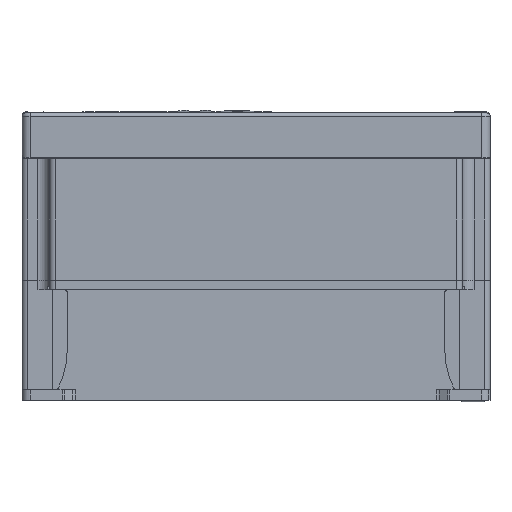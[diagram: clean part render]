
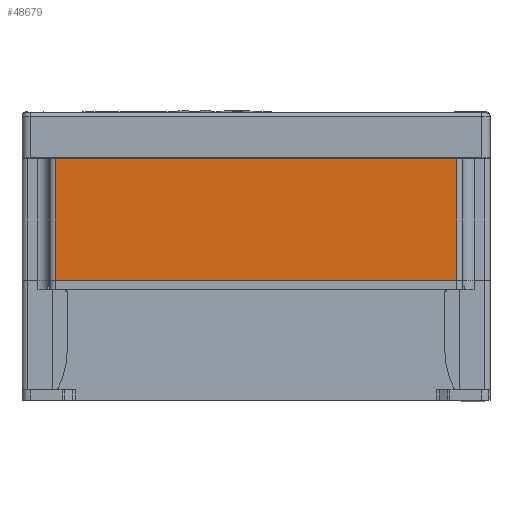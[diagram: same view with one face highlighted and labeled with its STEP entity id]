
A CAD part, left-side view. The second image highlights one B-rep face of the part: STEP entity #48679.
In plain terms, the highlighted planar face has unit normal (-1, 0, 0).
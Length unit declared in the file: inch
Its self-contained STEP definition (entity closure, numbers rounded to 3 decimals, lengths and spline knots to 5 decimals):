
#2270 = DIRECTION ( 'NONE',  ( 0., 1., 0. ) ) ;
#2458 = CARTESIAN_POINT ( 'NONE',  ( -2.955, 5.12, 0.29 ) ) ;
#3306 = VERTEX_POINT ( 'NONE', #26988 ) ;
#5967 = VECTOR ( 'NONE', #2270, 39.37008 ) ;
#6206 = EDGE_CURVE ( 'NONE', #3306, #44406, #37195, .T. ) ;
#6519 = VECTOR ( 'NONE', #38691, 39.37008 ) ;
#8153 = PLANE ( 'NONE',  #34709 ) ;
#12120 = DIRECTION ( 'NONE',  ( 0., 0., -1. ) ) ;
#12755 = VERTEX_POINT ( 'NONE', #16921 ) ;
#13069 = VECTOR ( 'NONE', #28927, 39.37008 ) ;
#14187 = EDGE_CURVE ( 'NONE', #12755, #43929, #34299, .T. ) ;
#14355 = CARTESIAN_POINT ( 'NONE',  ( -2.955, 4.395, 0.29 ) ) ;
#14656 = DIRECTION ( 'NONE',  ( 0., -1., 0. ) ) ;
#15737 = CARTESIAN_POINT ( 'NONE',  ( -2.955, 5.12, -5. ) ) ;
#16921 = CARTESIAN_POINT ( 'NONE',  ( -2.955, 4.395, -2.375 ) ) ;
#18007 = LINE ( 'NONE', #48446, #13069 ) ;
#22716 = VECTOR ( 'NONE', #14656, 39.37008 ) ;
#23710 = FACE_OUTER_BOUND ( 'NONE', #46996, .T. ) ;
#24219 = CARTESIAN_POINT ( 'NONE',  ( -2.955, -4.395, -2.375 ) ) ;
#26988 = CARTESIAN_POINT ( 'NONE',  ( -2.955, -4.395, 0.29 ) ) ;
#28927 = DIRECTION ( 'NONE',  ( 0., 0., 1. ) ) ;
#29532 = CARTESIAN_POINT ( 'NONE',  ( -2.955, 5.12, -2.375 ) ) ;
#31629 = ORIENTED_EDGE ( 'NONE', *, *, #14187, .T. ) ;
#33043 = ORIENTED_EDGE ( 'NONE', *, *, #6206, .T. ) ;
#33757 = ORIENTED_EDGE ( 'NONE', *, *, #48563, .T. ) ;
#34299 = LINE ( 'NONE', #29532, #22716 ) ;
#34709 = AXIS2_PLACEMENT_3D ( 'NONE', #15737, #35547, #12120 ) ;
#35547 = DIRECTION ( 'NONE',  ( 1., 0., 0. ) ) ;
#37195 = LINE ( 'NONE', #2458, #5967 ) ;
#37743 = LINE ( 'NONE', #50522, #6519 ) ;
#38691 = DIRECTION ( 'NONE',  ( 0., 0., -1. ) ) ;
#41432 = ORIENTED_EDGE ( 'NONE', *, *, #45346, .T. ) ;
#43929 = VERTEX_POINT ( 'NONE', #24219 ) ;
#44406 = VERTEX_POINT ( 'NONE', #14355 ) ;
#45346 = EDGE_CURVE ( 'NONE', #43929, #3306, #18007, .T. ) ;
#46996 = EDGE_LOOP ( 'NONE', ( #33043, #33757, #31629, #41432 ) ) ;
#48446 = CARTESIAN_POINT ( 'NONE',  ( -2.955, -4.395, 0.29 ) ) ;
#48563 = EDGE_CURVE ( 'NONE', #44406, #12755, #37743, .T. ) ;
#48679 = ADVANCED_FACE ( 'NONE', ( #23710 ), #8153, .F. ) ;
#50522 = CARTESIAN_POINT ( 'NONE',  ( -2.955, 4.395, -5. ) ) ;
